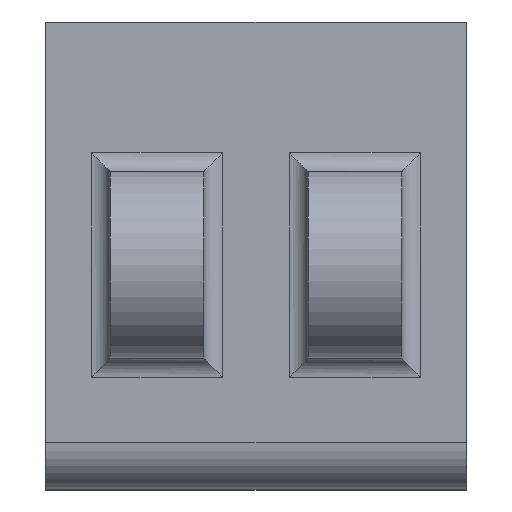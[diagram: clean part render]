
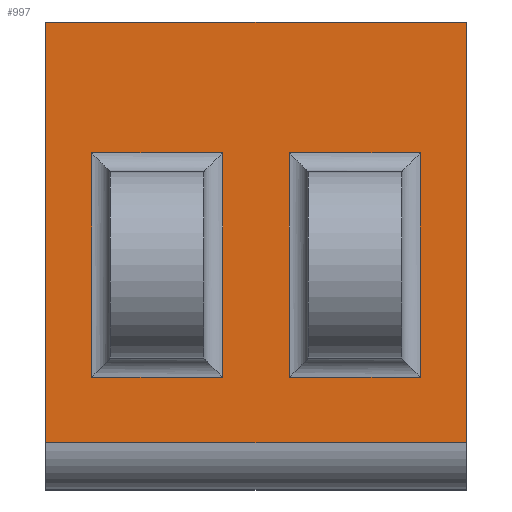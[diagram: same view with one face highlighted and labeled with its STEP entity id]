
A CAD part, top view. The second image highlights one B-rep face of the part: STEP entity #997.
In plain terms, the highlighted planar face has unit normal (0, 0, 1).
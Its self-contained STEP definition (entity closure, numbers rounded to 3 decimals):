
#38=FACE_BOUND('',#206,.T.);
#39=FACE_BOUND('',#207,.T.);
#91=PLANE('',#1107);
#143=FACE_OUTER_BOUND('',#205,.T.);
#205=EDGE_LOOP('',(#904,#905,#906,#907));
#206=EDGE_LOOP('',(#908,#909,#910,#911));
#207=EDGE_LOOP('',(#912,#913,#914,#915));
#209=LINE('',#1397,#295);
#213=LINE('',#1414,#299);
#217=LINE('',#1431,#303);
#221=LINE('',#1448,#307);
#225=LINE('',#1459,#311);
#228=LINE('',#1464,#314);
#231=LINE('',#1469,#317);
#234=LINE('',#1474,#320);
#260=LINE('',#1682,#346);
#265=LINE('',#1698,#351);
#291=LINE('',#1783,#377);
#293=LINE('',#1786,#379);
#295=VECTOR('',#1117,10.);
#299=VECTOR('',#1133,10.);
#303=VECTOR('',#1149,10.);
#307=VECTOR('',#1165,10.);
#311=VECTOR('',#1177,10.);
#314=VECTOR('',#1184,10.);
#317=VECTOR('',#1191,10.);
#320=VECTOR('',#1198,10.);
#346=VECTOR('',#1266,10.);
#351=VECTOR('',#1281,10.);
#377=VECTOR('',#1381,10.);
#379=VECTOR('',#1385,10.);
#394=VERTEX_POINT('',#1390);
#397=VERTEX_POINT('',#1395);
#401=VERTEX_POINT('',#1407);
#404=VERTEX_POINT('',#1412);
#408=VERTEX_POINT('',#1424);
#411=VERTEX_POINT('',#1429);
#415=VERTEX_POINT('',#1441);
#418=VERTEX_POINT('',#1446);
#461=VERTEX_POINT('',#1679);
#462=VERTEX_POINT('',#1681);
#468=VERTEX_POINT('',#1697);
#486=VERTEX_POINT('',#1782);
#490=EDGE_CURVE('',#397,#394,#209,.T.);
#498=EDGE_CURVE('',#404,#401,#213,.T.);
#506=EDGE_CURVE('',#411,#408,#217,.T.);
#514=EDGE_CURVE('',#418,#415,#221,.T.);
#520=EDGE_CURVE('',#415,#411,#225,.T.);
#523=EDGE_CURVE('',#408,#418,#228,.T.);
#526=EDGE_CURVE('',#394,#404,#231,.T.);
#529=EDGE_CURVE('',#401,#397,#234,.T.);
#578=EDGE_CURVE('',#461,#462,#260,.T.);
#586=EDGE_CURVE('',#468,#462,#265,.T.);
#627=EDGE_CURVE('',#486,#468,#291,.T.);
#629=EDGE_CURVE('',#461,#486,#293,.T.);
#904=ORIENTED_EDGE('',*,*,#578,.F.);
#905=ORIENTED_EDGE('',*,*,#629,.T.);
#906=ORIENTED_EDGE('',*,*,#627,.T.);
#907=ORIENTED_EDGE('',*,*,#586,.T.);
#908=ORIENTED_EDGE('',*,*,#529,.F.);
#909=ORIENTED_EDGE('',*,*,#498,.F.);
#910=ORIENTED_EDGE('',*,*,#526,.F.);
#911=ORIENTED_EDGE('',*,*,#490,.F.);
#912=ORIENTED_EDGE('',*,*,#520,.F.);
#913=ORIENTED_EDGE('',*,*,#514,.F.);
#914=ORIENTED_EDGE('',*,*,#523,.F.);
#915=ORIENTED_EDGE('',*,*,#506,.F.);
#997=ADVANCED_FACE('',(#143,#38,#39),#91,.T.);
#1107=AXIS2_PLACEMENT_3D('',#1787,#1386,#1387);
#1117=DIRECTION('',(0.,-1.,0.));
#1133=DIRECTION('',(0.,1.,0.));
#1149=DIRECTION('',(0.,-1.,0.));
#1165=DIRECTION('',(0.,1.,0.));
#1177=DIRECTION('',(-1.,0.,0.));
#1184=DIRECTION('',(1.,0.,0.));
#1191=DIRECTION('',(1.,0.,0.));
#1198=DIRECTION('',(-1.,0.,0.));
#1266=DIRECTION('',(-1.,0.,0.));
#1281=DIRECTION('',(0.,-1.,0.));
#1381=DIRECTION('',(-1.,0.,0.));
#1385=DIRECTION('',(0.,1.,0.));
#1386=DIRECTION('center_axis',(0.,0.,1.));
#1387=DIRECTION('ref_axis',(1.,0.,0.));
#1390=CARTESIAN_POINT('',(-17.578,-13.,5.));
#1395=CARTESIAN_POINT('',(-17.578,11.,5.));
#1397=CARTESIAN_POINT('',(-17.578,-0.5,5.));
#1407=CARTESIAN_POINT('',(-3.578,11.,5.));
#1412=CARTESIAN_POINT('',(-3.578,-13.,5.));
#1414=CARTESIAN_POINT('',(-3.578,-0.5,5.));
#1424=CARTESIAN_POINT('',(3.578,-13.,5.));
#1429=CARTESIAN_POINT('',(3.578,11.,5.));
#1431=CARTESIAN_POINT('',(3.578,-0.5,5.));
#1441=CARTESIAN_POINT('',(17.578,11.,5.));
#1446=CARTESIAN_POINT('',(17.578,-13.,5.));
#1448=CARTESIAN_POINT('',(17.578,-0.5,5.));
#1459=CARTESIAN_POINT('',(7.789,11.,5.));
#1464=CARTESIAN_POINT('',(7.789,-13.,5.));
#1469=CARTESIAN_POINT('',(-7.789,-13.,5.));
#1474=CARTESIAN_POINT('',(-7.789,11.,5.));
#1679=CARTESIAN_POINT('',(22.5,-20.,5.));
#1681=CARTESIAN_POINT('',(-22.5,-20.,5.));
#1682=CARTESIAN_POINT('',(-11.25,-20.,5.));
#1697=CARTESIAN_POINT('',(-22.5,25.,5.));
#1698=CARTESIAN_POINT('',(-22.5,25.,5.));
#1782=CARTESIAN_POINT('',(22.5,25.,5.));
#1783=CARTESIAN_POINT('',(22.5,25.,5.));
#1786=CARTESIAN_POINT('',(22.5,-25.,5.));
#1787=CARTESIAN_POINT('Origin',(0.,0.,5.));
